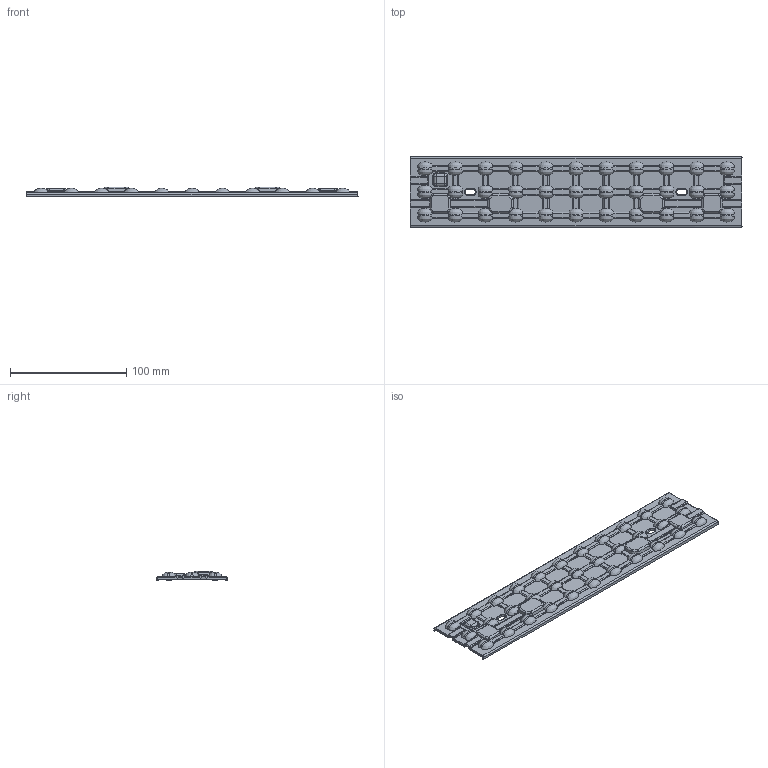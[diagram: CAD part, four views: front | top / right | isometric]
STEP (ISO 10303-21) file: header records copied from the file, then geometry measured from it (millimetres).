
FILE_DESCRIPTION (( 'STEP AP214' ), '1' );
FILE_NAME ('12971_Rev-1_DA_Fort_SymmFlange_Customer.STEP', '2015-10-08T12:15:54', ( '' ), ( '' ), 'SwSTEP 2.0', 'SolidWorks 2014', '' );
FILE_SCHEMA (( 'AUTOMOTIVE_DESIGN' ));
Length unit declared in the file: millimetre
Products named in the file (1): 12971_Rev-1_DA_Fort_SymmFlange_Customer
Bounding box: 286 x 61 x 8.2 mm (x, y, z)
Volume: 44668.7 mm3; surface area: 42801.5 mm2
Topology: 1 solids, 1 shells, 1560 faces, 4177 edges, 2627 vertices
Faces by surface type: plane 539, bspline 496, cylinder 421, sphere 64, cone 30, torus 10
Entity records: 73533 total; most frequent: CARTESIAN_POINT 40575, ORIENTED_EDGE 8206, DIRECTION 4669, EDGE_CURVE 4103, VERTEX_POINT 2627, LINE 1733, VECTOR 1733, B_SPLINE_CURVE_WITH_KNOTS 1685
